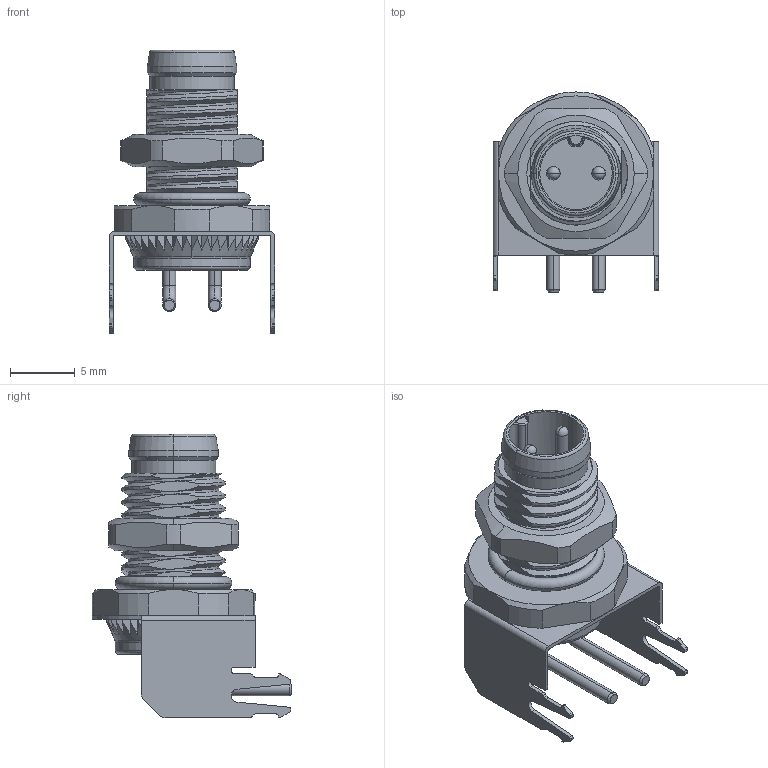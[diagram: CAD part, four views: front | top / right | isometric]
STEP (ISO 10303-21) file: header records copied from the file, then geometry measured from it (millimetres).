
FILE_DESCRIPTION((''),'2;1');
FILE_NAME('FM8ST0402-A02P104D00','2025-09-30T',('gongcheng16'),(''),'PRO/ENGINEER BY PARAMETRIC TECHNOLOGY CORPORATION, 2010280','PRO/ENGINEER BY PARAMETRIC TECHNOLOGY CORPORATION, 2010280','');
FILE_SCHEMA(('CONFIG_CONTROL_DESIGN'));
Length unit declared in the file: millimetre
Products named in the file (1): FM8ST0402-A02P104D00
Bounding box: 12.8 x 15.45 x 21.9 mm (x, y, z)
Volume: 359.7 mm3; surface area: 2644.5 mm2
Topology: 1 solids, 8 shells, 622 faces, 1719 edges, 1134 vertices
Faces by surface type: plane 302, cylinder 199, cone 48, bspline 43, torus 26, sphere 4
Entity records: 24162 total; most frequent: CARTESIAN_POINT 8623, ORIENTED_EDGE 3430, DIRECTION 3014, EDGE_CURVE 1715, VERTEX_POINT 1134, AXIS2_PLACEMENT_3D 1103, VECTOR 808, LINE 808
